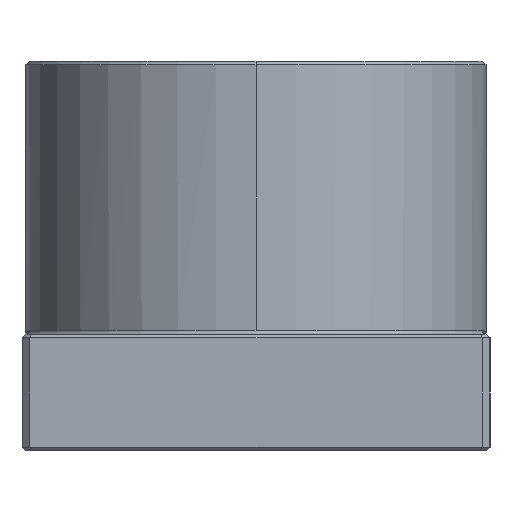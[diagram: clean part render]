
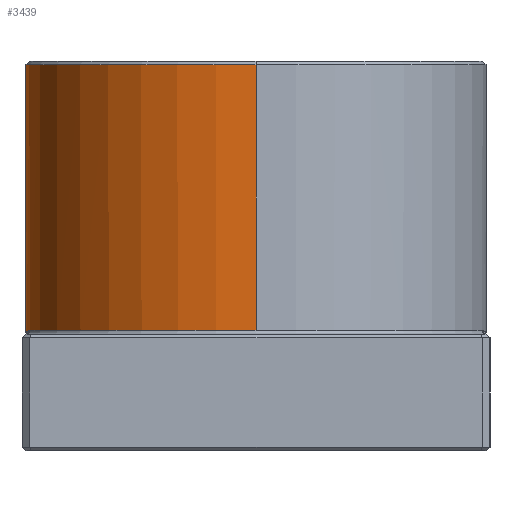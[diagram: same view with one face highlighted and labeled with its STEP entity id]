
A CAD part, left-side view. The second image highlights one B-rep face of the part: STEP entity #3439.
In plain terms, the highlighted cylindrical face has radius 59 mm (diameter 118 mm), a partial arc.
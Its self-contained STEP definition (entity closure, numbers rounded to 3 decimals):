
#69 = CARTESIAN_POINT ( 'NONE',  ( 0., 0., 100. ) ) ;
#73 = AXIS2_PLACEMENT_3D ( 'NONE', #69, #2169, #3630 ) ;
#81 = CARTESIAN_POINT ( 'NONE',  ( 0., 59., 30. ) ) ;
#173 = EDGE_CURVE ( 'NONE', #2860, #2129, #2488, .T. ) ;
#215 = ORIENTED_EDGE ( 'NONE', *, *, #869, .T. ) ;
#229 = FACE_OUTER_BOUND ( 'NONE', #2382, .T. ) ;
#233 = CIRCLE ( 'NONE', #1496, 59. ) ;
#256 = ORIENTED_EDGE ( 'NONE', *, *, #173, .T. ) ;
#268 = DIRECTION ( 'NONE',  ( 0., 0., -1. ) ) ;
#409 = ORIENTED_EDGE ( 'NONE', *, *, #3443, .T. ) ;
#412 = CARTESIAN_POINT ( 'NONE',  ( 59., 0., 100. ) ) ;
#558 = ORIENTED_EDGE ( 'NONE', *, *, #2034, .F. ) ;
#560 = VECTOR ( 'NONE', #2797, 1000. ) ;
#610 = CARTESIAN_POINT ( 'NONE',  ( -1.792, 58.974, 30.234 ) ) ;
#643 = CARTESIAN_POINT ( 'NONE',  ( 0., 59., 30. ) ) ;
#709 = CARTESIAN_POINT ( 'NONE',  ( 10.727, 58.017, 31. ) ) ;
#753 = VECTOR ( 'NONE', #3578, 1000. ) ;
#869 = EDGE_CURVE ( 'NONE', #1210, #2860, #1359, .T. ) ;
#896 = CARTESIAN_POINT ( 'NONE',  ( -0.447, 59., 30.059 ) ) ;
#905 = CARTESIAN_POINT ( 'NONE',  ( -3.581, 58.898, 30.459 ) ) ;
#1031 = CIRCLE ( 'NONE', #2062, 59. ) ;
#1061 = DIRECTION ( 'NONE',  ( 0., 0., 1. ) ) ;
#1077 = CARTESIAN_POINT ( 'NONE',  ( 0., 0., 31. ) ) ;
#1171 = VERTEX_POINT ( 'NONE', #1470 ) ;
#1210 = VERTEX_POINT ( 'NONE', #2059 ) ;
#1218 = CARTESIAN_POINT ( 'NONE',  ( -6.262, 58.674, 30.755 ) ) ;
#1233 = CARTESIAN_POINT ( 'NONE',  ( -59., 0., 100. ) ) ;
#1263 = VERTEX_POINT ( 'NONE', #643 ) ;
#1303 = CARTESIAN_POINT ( 'NONE',  ( 8.942, 58.325, 30.96 ) ) ;
#1359 = LINE ( 'NONE', #412, #560 ) ;
#1376 = DIRECTION ( 'NONE',  ( 1., 0., 0. ) ) ;
#1470 = CARTESIAN_POINT ( 'NONE',  ( -59., 0., 99. ) ) ;
#1496 = AXIS2_PLACEMENT_3D ( 'NONE', #2811, #1061, #3101 ) ;
#1500 = CARTESIAN_POINT ( 'NONE',  ( -8.942, 58.325, 30.96 ) ) ;
#1515 = B_SPLINE_CURVE_WITH_KNOTS ( 'NONE', 3,
 ( #2948, #896, #2376, #610, #2662, #905, #2962, #1218, #3251, #1500, #3560, #1779 ),
 .UNSPECIFIED., .F., .F.,
 ( 4, 2, 2, 2, 2, 4 ),
 ( 0., 0.001, 0.003, 0.005, 0.008, 0.011 ),
 .UNSPECIFIED. ) ;
#1519 = LINE ( 'NONE', #1233, #753 ) ;
#1589 = CARTESIAN_POINT ( 'NONE',  ( 6.262, 58.674, 30.755 ) ) ;
#1779 = CARTESIAN_POINT ( 'NONE',  ( -10.727, 58.017, 31. ) ) ;
#1878 = CARTESIAN_POINT ( 'NONE',  ( 1.795, 59., 30.236 ) ) ;
#1959 = CARTESIAN_POINT ( 'NONE',  ( 59., 0., 31. ) ) ;
#1967 = EDGE_CURVE ( 'NONE', #1171, #1210, #1031, .T. ) ;
#1991 = EDGE_CURVE ( 'NONE', #1263, #3545, #1515, .T. ) ;
#2029 = ORIENTED_EDGE ( 'NONE', *, *, #1967, .T. ) ;
#2034 = EDGE_CURVE ( 'NONE', #1171, #3812, #1519, .T. ) ;
#2059 = CARTESIAN_POINT ( 'NONE',  ( 59., 0., 99. ) ) ;
#2062 = AXIS2_PLACEMENT_3D ( 'NONE', #2068, #268, #2367 ) ;
#2068 = CARTESIAN_POINT ( 'NONE',  ( 0., 0., 99. ) ) ;
#2077 = AXIS2_PLACEMENT_3D ( 'NONE', #1077, #3123, #1376 ) ;
#2129 = VERTEX_POINT ( 'NONE', #2730 ) ;
#2169 = DIRECTION ( 'NONE',  ( 0., 0., -1. ) ) ;
#2235 = ORIENTED_EDGE ( 'NONE', *, *, #1991, .T. ) ;
#2367 = DIRECTION ( 'NONE',  ( 1., 0., 0. ) ) ;
#2376 = CARTESIAN_POINT ( 'NONE',  ( -0.896, 58.995, 30.118 ) ) ;
#2382 = EDGE_LOOP ( 'NONE', ( #2029, #215, #256, #409, #2235, #3754, #558 ) ) ;
#2463 = CARTESIAN_POINT ( 'NONE',  ( 9.836, 58.181, 31. ) ) ;
#2488 = CIRCLE ( 'NONE', #2077, 59. ) ;
#2648 = CARTESIAN_POINT ( 'NONE',  ( -59., 0., 31. ) ) ;
#2662 = CARTESIAN_POINT ( 'NONE',  ( -2.239, 58.959, 30.291 ) ) ;
#2730 = CARTESIAN_POINT ( 'NONE',  ( 10.727, 58.017, 31. ) ) ;
#2797 = DIRECTION ( 'NONE',  ( 0., 0., -1. ) ) ;
#2811 = CARTESIAN_POINT ( 'NONE',  ( 0., 0., 31. ) ) ;
#2860 = VERTEX_POINT ( 'NONE', #1959 ) ;
#2948 = CARTESIAN_POINT ( 'NONE',  ( 0., 59., 30. ) ) ;
#2962 = CARTESIAN_POINT ( 'NONE',  ( -4.475, 58.837, 30.566 ) ) ;
#3020 = B_SPLINE_CURVE_WITH_KNOTS ( 'NONE', 3,
 ( #709, #2463, #1303, #3353, #1589, #3649, #1878, #81 ),
 .UNSPECIFIED., .F., .F.,
 ( 4, 2, 2, 4 ),
 ( 0., 0.003, 0.005, 0.011 ),
 .UNSPECIFIED. ) ;
#3070 = EDGE_CURVE ( 'NONE', #3545, #3812, #233, .T. ) ;
#3101 = DIRECTION ( 'NONE',  ( 1., 0., 0. ) ) ;
#3104 = CARTESIAN_POINT ( 'NONE',  ( -10.727, 58.017, 31. ) ) ;
#3123 = DIRECTION ( 'NONE',  ( 0., 0., 1. ) ) ;
#3210 = CYLINDRICAL_SURFACE ( 'NONE', #73, 59. ) ;
#3251 = CARTESIAN_POINT ( 'NONE',  ( -7.155, 58.572, 30.837 ) ) ;
#3353 = CARTESIAN_POINT ( 'NONE',  ( 7.155, 58.572, 30.837 ) ) ;
#3439 = ADVANCED_FACE ( 'NONE', ( #229 ), #3210, .T. ) ;
#3443 = EDGE_CURVE ( 'NONE', #2129, #1263, #3020, .T. ) ;
#3545 = VERTEX_POINT ( 'NONE', #3104 ) ;
#3560 = CARTESIAN_POINT ( 'NONE',  ( -9.836, 58.181, 31. ) ) ;
#3578 = DIRECTION ( 'NONE',  ( 0., 0., -1. ) ) ;
#3630 = DIRECTION ( 'NONE',  ( -1., 0., 0. ) ) ;
#3649 = CARTESIAN_POINT ( 'NONE',  ( 3.582, 58.919, 30.471 ) ) ;
#3754 = ORIENTED_EDGE ( 'NONE', *, *, #3070, .T. ) ;
#3812 = VERTEX_POINT ( 'NONE', #2648 ) ;
